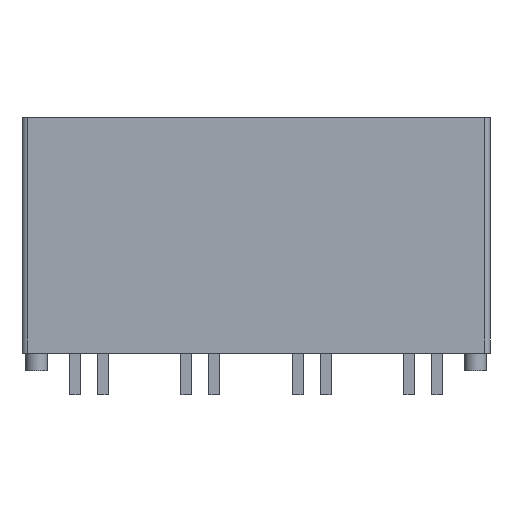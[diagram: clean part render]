
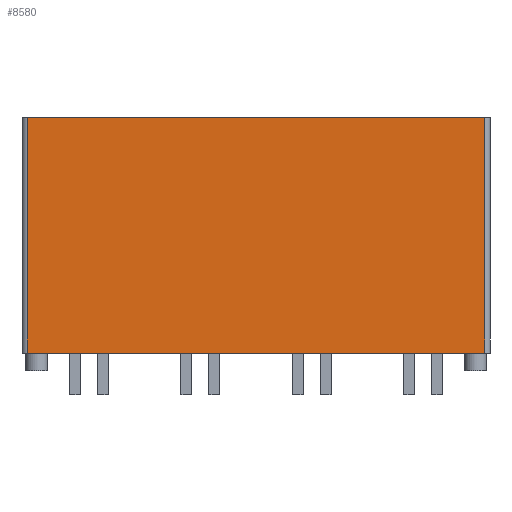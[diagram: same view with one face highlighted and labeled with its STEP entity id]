
A CAD part, front view. The second image highlights one B-rep face of the part: STEP entity #8580.
In plain terms, the highlighted planar face has unit normal (0, -1, 0).
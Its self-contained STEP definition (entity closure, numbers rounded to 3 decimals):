
#8190=CARTESIAN_POINT('',(-37.007,-12.817,-35.71)
);
#8200=DIRECTION('',(0.,1.,0.));
#8210=DIRECTION('',(-1.,0.,-0.));
#8220=AXIS2_PLACEMENT_3D('',#8190,#8200,#8210);
#8230=PLANE('',#8220);
#8240=CARTESIAN_POINT('',(-37.007,-12.817,
-40.41));
#8250=DIRECTION('',(0.,0.,1.));
#8260=VECTOR('',#8250,1.);
#8270=LINE('',#8240,#8260);
#8280=CARTESIAN_POINT('',(-37.007,-12.817,-35.71)
);
#8290=VERTEX_POINT('',#8280);
#8300=CARTESIAN_POINT('',(-37.007,-12.817,-14.21)
);
#8310=VERTEX_POINT('',#8300);
#8320=EDGE_CURVE('',#8290,#8310,#8270,.T.);
#8330=ORIENTED_EDGE('',*,*,#8320,.F.);
#8340=CARTESIAN_POINT('',(-53.462,-12.817,-14.21)
);
#8350=DIRECTION('',(-1.,0.,-0.));
#8360=VECTOR('',#8350,1.);
#8370=LINE('',#8340,#8360);
#8380=CARTESIAN_POINT('',(4.673,-12.817,-14.21)
);
#8390=VERTEX_POINT('',#8380);
#8400=EDGE_CURVE('',#8390,#8310,#8370,.T.);
#8410=ORIENTED_EDGE('',*,*,#8400,.T.);
#8420=CARTESIAN_POINT('',(4.673,-12.817,-35.71))
;
#8430=DIRECTION('',(0.,0.,1.));
#8440=VECTOR('',#8430,1.);
#8450=LINE('',#8420,#8440);
#8460=CARTESIAN_POINT('',(4.673,-12.817,-35.71)
);
#8470=VERTEX_POINT('',#8460);
#8480=EDGE_CURVE('',#8470,#8390,#8450,.T.);
#8490=ORIENTED_EDGE('',*,*,#8480,.T.);
#8500=CARTESIAN_POINT('',(-28.062,-12.817,-35.71)
);
#8510=DIRECTION('',(1.,0.,0.));
#8520=VECTOR('',#8510,1.);
#8530=LINE('',#8500,#8520);
#8540=EDGE_CURVE('',#8290,#8470,#8530,.T.);
#8550=ORIENTED_EDGE('',*,*,#8540,.T.);
#8560=EDGE_LOOP('',(#8550,#8490,#8410,#8330));
#8570=FACE_OUTER_BOUND('',#8560,.T.);
#8580=ADVANCED_FACE('',(#8570),#8230,.F.);
